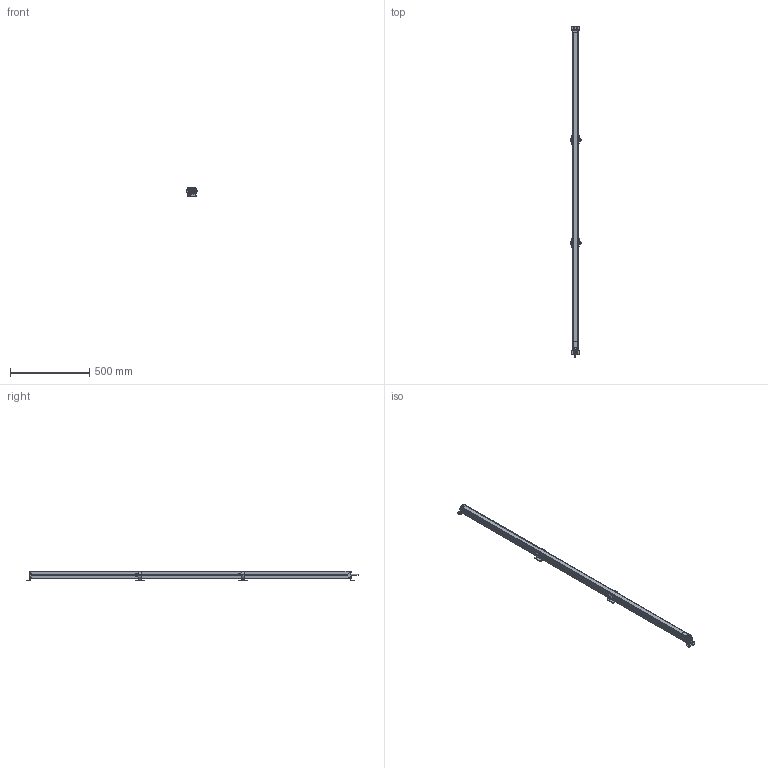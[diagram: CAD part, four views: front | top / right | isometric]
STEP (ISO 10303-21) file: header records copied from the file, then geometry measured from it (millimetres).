
FILE_DESCRIPTION((''),'2;1');
FILE_NAME('139561_SM01_ASM','2024-05-22T09:37:48',('banengservice'),('BANNER ENGINEERING'),'CREO PARAMETRIC BY PTC INC, 2022414','CREO PARAMETRIC BY PTC INC, 2022414','');
FILE_SCHEMA(('CONFIG_CONTROL_DESIGN'));
Length unit declared in the file: millimetre
Products named in the file (8): 139561_EP01; 114483; 114482; 58892; 60139; 71756_ASM; 111087; 139561_SM01_ASM
Assembly tree (16 placements, depth 3):
  139561_SM01_ASM
    139561_EP01
    71756_ASM  x2
      114483
      114482
      58892
      60139
    111087  x2
    58892  x4
Bounding box: 68.64 x 2097 x 63 mm (x, y, z)
Volume: 3067199 mm3; surface area: 438602.1 mm2
Topology: 21 solids, 31 shells, 2289 faces, 6117 edges, 3952 vertices
Faces by surface type: plane 1284, cylinder 780, bspline 116, torus 50, cone 27, sphere 24, extrusion 8
Entity records: 44549 total; most frequent: CARTESIAN_POINT 13162, ORIENTED_EDGE 6582, DIRECTION 6404, EDGE_CURVE 3299, AXIS2_PLACEMENT_3D 2139, VECTOR 2126, LINE 2118, VERTEX_POINT 2118
